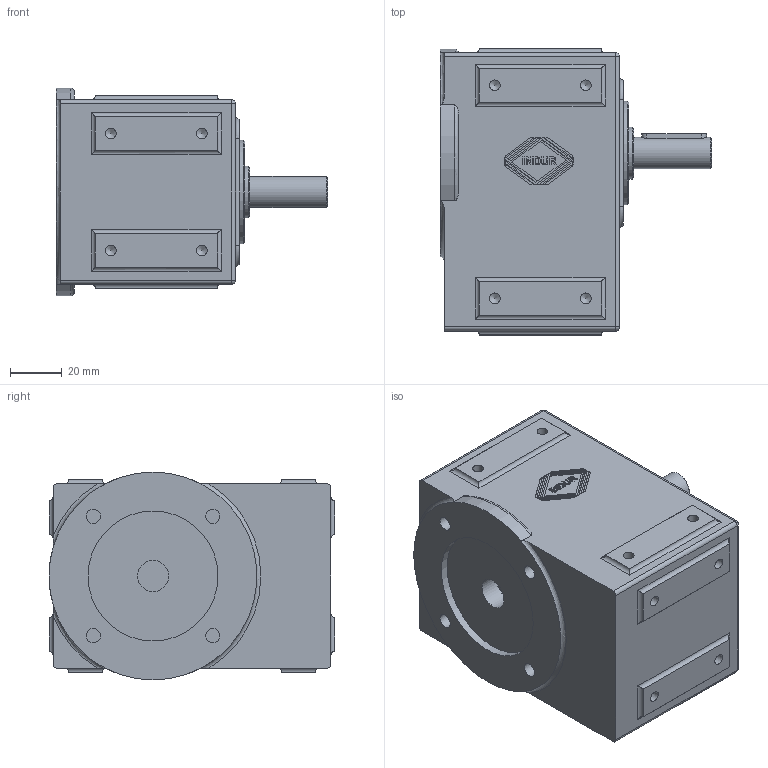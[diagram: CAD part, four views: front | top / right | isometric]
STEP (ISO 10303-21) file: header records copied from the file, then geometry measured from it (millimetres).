
FILE_DESCRIPTION((''),'2;1');
FILE_NAME('US302_B141_M1.ipt.stp','2010-03-02T12:51:31',('INDUR'),(''),'Autodesk Inventor 2010','Autodesk Inventor 2010','');
FILE_SCHEMA(('CONFIG_CONTROL_DESIGN'));
Length unit declared in the file: millimetre
Products named in the file (1): US302_B141_M1
Bounding box: 104.5 x 110 x 80 mm (x, y, z)
Volume: 529569.2 mm3; surface area: 46779.5 mm2
Topology: 1 solids, 1 shells, 421 faces, 1127 edges, 740 vertices
Faces by surface type: plane 216, cylinder 98, bspline 90, cone 11, sphere 4, torus 2
Full cylindrical faces by diameter (mm): 4.134 x8, 12 x2, 20 x1, 40 x1, 50 x1
Entity records: 13763 total; most frequent: CARTESIAN_POINT 3938, ORIENTED_EDGE 2070, DIRECTION 1804, EDGE_CURVE 1035, VECTOR 716, LINE 716, VERTEX_POINT 705, AXIS2_PLACEMENT_3D 544
